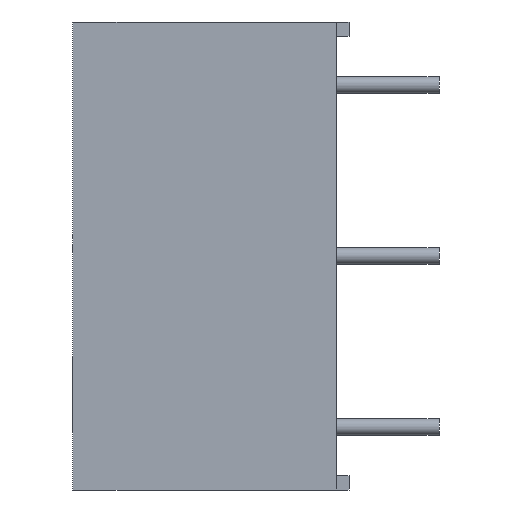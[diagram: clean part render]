
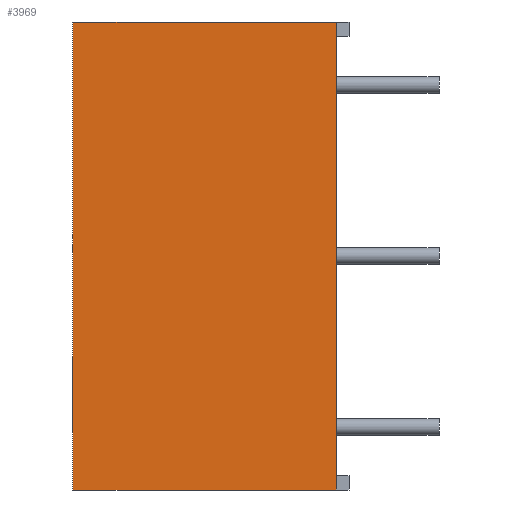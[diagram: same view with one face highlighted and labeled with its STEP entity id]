
A CAD part, left-side view. The second image highlights one B-rep face of the part: STEP entity #3969.
In plain terms, the highlighted planar face has unit normal (-1, 0, 0).
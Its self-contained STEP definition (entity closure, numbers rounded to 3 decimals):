
#3076 = VERTEX_POINT('',#3077);
#3077 = CARTESIAN_POINT('',(-26.75,15.65,-13.9));
#3083 = EDGE_CURVE('',#3076,#3084,#3086,.T.);
#3084 = VERTEX_POINT('',#3085);
#3085 = CARTESIAN_POINT('',(-26.75,15.65,13.9));
#3086 = LINE('',#3087,#3088);
#3087 = CARTESIAN_POINT('',(-26.75,15.65,13.9));
#3088 = VECTOR('',#3089,1.);
#3089 = DIRECTION('',(0.,0.,1.));
#3790 = VERTEX_POINT('',#3791);
#3791 = CARTESIAN_POINT('',(-26.75,0.,13.9));
#3797 = EDGE_CURVE('',#3790,#3798,#3800,.T.);
#3798 = VERTEX_POINT('',#3799);
#3799 = CARTESIAN_POINT('',(-26.75,0.,-13.9));
#3800 = LINE('',#3801,#3802);
#3801 = CARTESIAN_POINT('',(-26.75,0.,13.9));
#3802 = VECTOR('',#3803,1.);
#3803 = DIRECTION('',(0.,0.,-1.));
#3951 = EDGE_CURVE('',#3790,#3084,#3952,.T.);
#3952 = LINE('',#3953,#3954);
#3953 = CARTESIAN_POINT('',(-26.75,0.,13.9));
#3954 = VECTOR('',#3955,1.);
#3955 = DIRECTION('',(0.,1.,0.));
#3969 = ADVANCED_FACE('',(#3970),#3981,.T.);
#3970 = FACE_BOUND('',#3971,.T.);
#3971 = EDGE_LOOP('',(#3972,#3973,#3974,#3975));
#3972 = ORIENTED_EDGE('',*,*,#3797,.F.);
#3973 = ORIENTED_EDGE('',*,*,#3951,.T.);
#3974 = ORIENTED_EDGE('',*,*,#3083,.F.);
#3975 = ORIENTED_EDGE('',*,*,#3976,.F.);
#3976 = EDGE_CURVE('',#3798,#3076,#3977,.T.);
#3977 = LINE('',#3978,#3979);
#3978 = CARTESIAN_POINT('',(-26.75,0.,-13.9));
#3979 = VECTOR('',#3980,1.);
#3980 = DIRECTION('',(0.,1.,0.));
#3981 = PLANE('',#3982);
#3982 = AXIS2_PLACEMENT_3D('',#3983,#3984,#3985);
#3983 = CARTESIAN_POINT('',(-26.75,0.,-13.9));
#3984 = DIRECTION('',(-1.,0.,0.));
#3985 = DIRECTION('',(0.,0.,1.));
